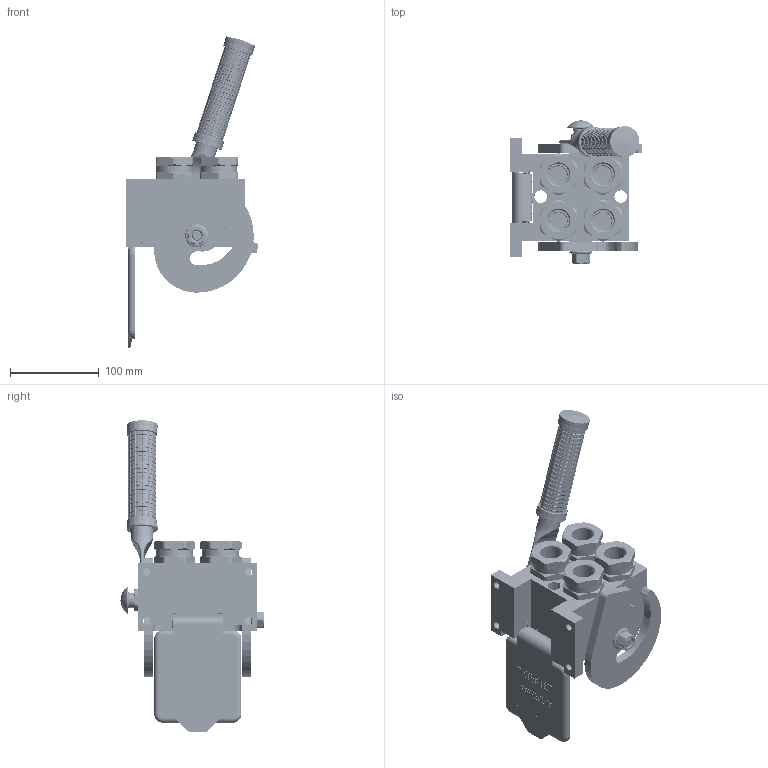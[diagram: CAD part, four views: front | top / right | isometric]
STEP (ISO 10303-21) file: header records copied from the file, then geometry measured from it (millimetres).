
FILE_DESCRIPTION (( 'STEP AP214' ), '1' );
FILE_NAME ('FASTER.step', '2022-12-06T17:18:49', ( '' ), ( '' ), 'SwSTEP 2.0', 'SolidWorks 2017', '' );
FILE_SCHEMA (( 'AUTOMOTIVE_DESIGN' ));
Length unit declared in the file: millimetre
Products named in the file (31): 4830_025_1000_000; 2ffnb34_gas_f; 4830_001_0005_300; 4830_020_4000_000; P412_F_BASE; 4810_001_0001_014; 4830_022_0000_011; 4850_024_6001_000; 1540_080_0012_000; 4830_001_0005_301; 4850_024_6002_020; 4830_025_2000_000; 4830_070_0000_001; 4850_024_0000_012; et011; or2_62x17_86; 4820_001_0004_000; 4150_072_1000_200; 4850_024_6001_000_ASM; sicura_p5; 4820_024_1002_011; or1_5x7_m; A_2ffnb34_gas_f; 0048_042_0412_000; 4850_024_6001_021; 4830_025_0000_001; 4250_014_1000_000; FASTER; 4850_024_5001_010; curs_molla_34
Assembly tree (34 placements, depth 4):
  FASTER
    P412_F_BASE
      4830_020_4000_000
      4810_001_0001_014
      4820_001_0004_000
      4830_025_1000_000
      4830_022_0000_011
      4830_070_0000_001
      4830_001_0005_301
      4830_001_0005_300
    A_2ffnb34_gas_f  x4
      curs_molla_34
        4150_072_1000_200
        4250_014_1000_000
      2ffnb34_gas_f
        2ffnb34_gas_f
    4850_024_6001_000
      4850_024_6001_000_ASM
        4850_024_5001_010
        4850_024_6001_021
        4820_024_1002_011
      sicura_p5
        4830_025_0000_001
        or1_5x7_m
        0048_042_0412_000
      4850_024_6002_020
      4850_024_0000_012
      1540_080_0012_000
      4830_025_2000_000
      or2_62x17_86  x2
    et011
Bounding box: 148.95 x 160.93 x 350 mm (x, y, z)
Volume: 250697.6 mm3; surface area: 370928.8 mm2
Topology: 25 solids, 61 shells, 4972 faces, 13417 edges, 8622 vertices
Faces by surface type: plane 2008, cylinder 1791, torus 511, cone 348, bspline 283, sphere 31
Entity records: 186162 total; most frequent: CARTESIAN_POINT 82674, ORIENTED_EDGE 22209, DIRECTION 18541, EDGE_CURVE 11199, VERTEX_POINT 7192, VECTOR 6333, LINE 6333, AXIS2_PLACEMENT_3D 6104
